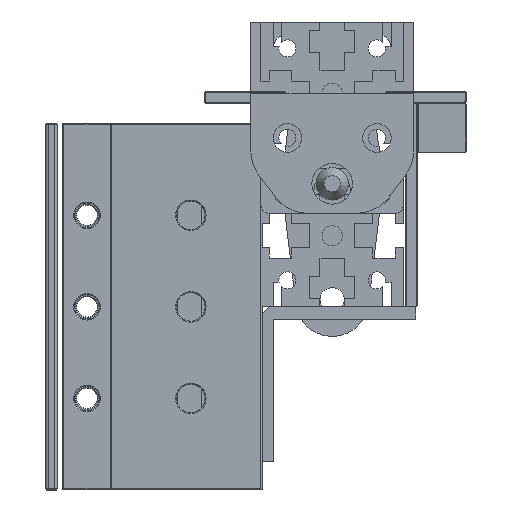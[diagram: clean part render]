
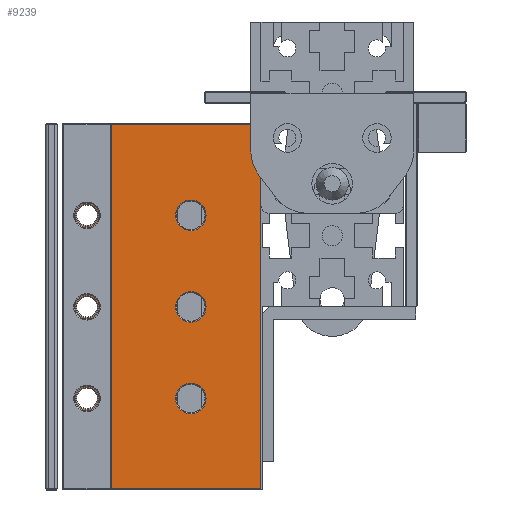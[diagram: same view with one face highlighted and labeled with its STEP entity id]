
A CAD part, left-side view. The second image highlights one B-rep face of the part: STEP entity #9239.
In plain terms, the highlighted face is planar.
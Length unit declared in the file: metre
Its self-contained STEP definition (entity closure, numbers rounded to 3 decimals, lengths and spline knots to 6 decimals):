
#73=LINE('',#13727,#1048);
#74=LINE('',#13730,#1049);
#75=LINE('',#13732,#1050);
#76=LINE('',#13734,#1051);
#1048=VECTOR('',#11027,1.);
#1049=VECTOR('',#11028,1.);
#1050=VECTOR('',#11029,1.);
#1051=VECTOR('',#11030,1.);
#2206=PLANE('',#10012);
#2703=ORIENTED_EDGE('',*,*,#5182,.T.);
#2704=ORIENTED_EDGE('',*,*,#5183,.T.);
#2705=ORIENTED_EDGE('',*,*,#5184,.T.);
#2706=ORIENTED_EDGE('',*,*,#5185,.T.);
#2707=ORIENTED_EDGE('',*,*,#5186,.T.);
#2708=ORIENTED_EDGE('',*,*,#5187,.T.);
#2709=ORIENTED_EDGE('',*,*,#5188,.T.);
#2710=ORIENTED_EDGE('',*,*,#5189,.T.);
#2711=ORIENTED_EDGE('',*,*,#5190,.T.);
#2712=ORIENTED_EDGE('',*,*,#5191,.T.);
#5182=EDGE_CURVE('',#6436,#6436,#7284,.T.);
#5183=EDGE_CURVE('',#6437,#6437,#7285,.T.);
#5184=EDGE_CURVE('',#6438,#6438,#7286,.T.);
#5185=EDGE_CURVE('',#6439,#6439,#7287,.T.);
#5186=EDGE_CURVE('',#6440,#6440,#7288,.T.);
#5187=EDGE_CURVE('',#6441,#6441,#7289,.T.);
#5188=EDGE_CURVE('',#6442,#6443,#73,.T.);
#5189=EDGE_CURVE('',#6443,#6444,#74,.T.);
#5190=EDGE_CURVE('',#6444,#6445,#75,.T.);
#5191=EDGE_CURVE('',#6445,#6442,#76,.T.);
#6436=VERTEX_POINT('',#13716);
#6437=VERTEX_POINT('',#13718);
#6438=VERTEX_POINT('',#13720);
#6439=VERTEX_POINT('',#13722);
#6440=VERTEX_POINT('',#13724);
#6441=VERTEX_POINT('',#13726);
#6442=VERTEX_POINT('',#13728);
#6443=VERTEX_POINT('',#13729);
#6444=VERTEX_POINT('',#13731);
#6445=VERTEX_POINT('',#13733);
#7284=CIRCLE('',#10013,0.00375);
#7285=CIRCLE('',#10014,0.00375);
#7286=CIRCLE('',#10015,0.00375);
#7287=CIRCLE('',#10016,0.00275);
#7288=CIRCLE('',#10017,0.00275);
#7289=CIRCLE('',#10018,0.00275);
#7602=EDGE_LOOP('',(#2703));
#7603=EDGE_LOOP('',(#2704));
#7604=EDGE_LOOP('',(#2705));
#7605=EDGE_LOOP('',(#2706));
#7606=EDGE_LOOP('',(#2707));
#7607=EDGE_LOOP('',(#2708));
#7608=EDGE_LOOP('',(#2709,#2710,#2711,#2712));
#8383=FACE_BOUND('',#7602,.T.);
#8384=FACE_BOUND('',#7603,.T.);
#8385=FACE_BOUND('',#7604,.T.);
#8386=FACE_BOUND('',#7605,.T.);
#8387=FACE_BOUND('',#7606,.T.);
#8388=FACE_BOUND('',#7607,.T.);
#8389=FACE_BOUND('',#7608,.T.);
#9239=ADVANCED_FACE('',(#8383,#8384,#8385,#8386,#8387,#8388,#8389),#2206,
 .F.);
#10012=AXIS2_PLACEMENT_3D('',#13714,#11013,#11014);
#10013=AXIS2_PLACEMENT_3D('',#13715,#11015,#11016);
#10014=AXIS2_PLACEMENT_3D('',#13717,#11017,#11018);
#10015=AXIS2_PLACEMENT_3D('',#13719,#11019,#11020);
#10016=AXIS2_PLACEMENT_3D('',#13721,#11021,#11022);
#10017=AXIS2_PLACEMENT_3D('',#13723,#11023,#11024);
#10018=AXIS2_PLACEMENT_3D('',#13725,#11025,#11026);
#11013=DIRECTION('',(0.,0.,1.));
#11014=DIRECTION('',(1.,0.,0.));
#11015=DIRECTION('',(0.,0.,1.));
#11016=DIRECTION('',(1.,0.,0.));
#11017=DIRECTION('',(0.,0.,1.));
#11018=DIRECTION('',(1.,0.,0.));
#11019=DIRECTION('',(0.,0.,1.));
#11020=DIRECTION('',(1.,0.,0.));
#11021=DIRECTION('',(0.,0.,1.));
#11022=DIRECTION('',(1.,0.,0.));
#11023=DIRECTION('',(0.,0.,1.));
#11024=DIRECTION('',(1.,0.,0.));
#11025=DIRECTION('',(0.,0.,1.));
#11026=DIRECTION('',(1.,0.,0.));
#11027=DIRECTION('',(1.,0.,0.));
#11028=DIRECTION('',(0.,-1.,0.));
#11029=DIRECTION('',(-1.,0.,0.));
#11030=DIRECTION('',(0.,1.,0.));
#13714=CARTESIAN_POINT('',(0.045,-0.0245,0.));
#13715=CARTESIAN_POINT('',(0.045,-0.0315,0.));
#13716=CARTESIAN_POINT('',(0.04875,-0.0315,0.));
#13717=CARTESIAN_POINT('',(0.0675,-0.0315,0.));
#13718=CARTESIAN_POINT('',(0.07125,-0.0315,0.));
#13719=CARTESIAN_POINT('',(0.0225,-0.0315,0.));
#13720=CARTESIAN_POINT('',(0.02625,-0.0315,0.));
#13721=CARTESIAN_POINT('',(0.045,-0.006,0.));
#13722=CARTESIAN_POINT('',(0.04775,-0.006,0.));
#13723=CARTESIAN_POINT('',(0.0675,-0.006,0.));
#13724=CARTESIAN_POINT('',(0.07025,-0.006,0.));
#13725=CARTESIAN_POINT('',(0.0225,-0.006,0.));
#13726=CARTESIAN_POINT('',(0.02525,-0.006,0.));
#13727=CARTESIAN_POINT('',(0.09,-0.00025,0.));
#13728=CARTESIAN_POINT('',(0.00025,-0.00025,0.));
#13729=CARTESIAN_POINT('',(0.08975,-0.00025,0.));
#13730=CARTESIAN_POINT('',(0.08975,-0.049,0.));
#13731=CARTESIAN_POINT('',(0.08975,-0.04875,0.));
#13732=CARTESIAN_POINT('',(0.045,-0.04875,0.));
#13733=CARTESIAN_POINT('',(0.00025,-0.04875,0.));
#13734=CARTESIAN_POINT('',(0.00025,-0.0245,0.));
